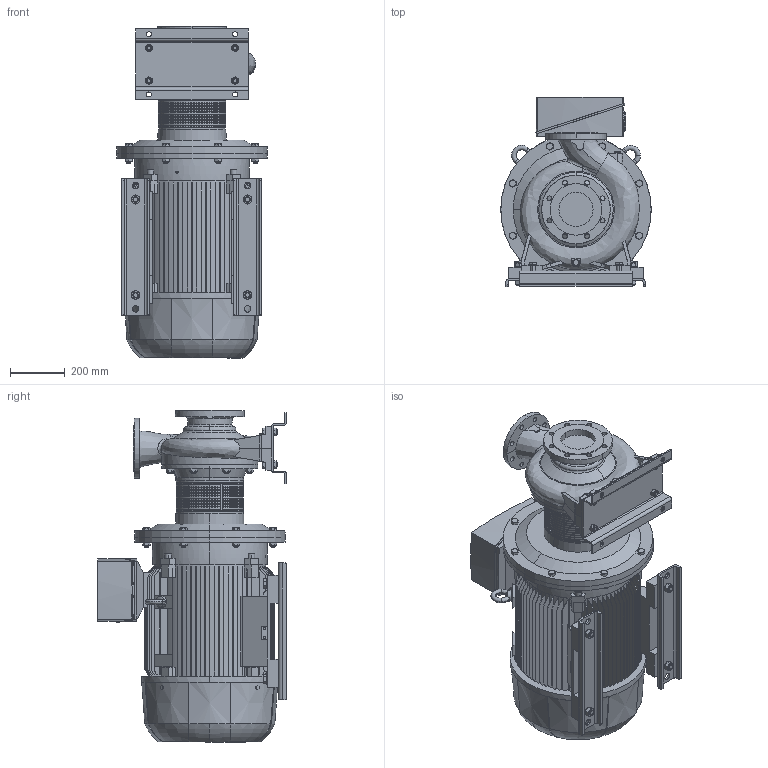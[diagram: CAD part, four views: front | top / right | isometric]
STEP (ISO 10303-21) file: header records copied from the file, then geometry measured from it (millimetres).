
FILE_DESCRIPTION (( 'STEP AP214' ), '1' );
FILE_NAME ('4_93_446_11_REV00.step', '2022-08-10T15:28:21', ( '' ), ( '' ), 'SwSTEP 2.0', 'SolidWorks 2020', '' );
FILE_SCHEMA (( 'AUTOMOTIVE_DESIGN' ));
Length unit declared in the file: millimetre
Products named in the file (3): Copia di 237448^4_93_446_11_REV00; Copia di 237461^4_93_446_11_REV00; 4_93_446_11_REV00
Assembly tree (2 placements, depth 2):
  4_93_446_11_REV00
    Copia di 237448^4_93_446_11_REV00
    Copia di 237461^4_93_446_11_REV00
Bounding box: 550 x 690 x 1212.81 mm (x, y, z)
Volume: 168805456.4 mm3; surface area: 6232059.9 mm2
Topology: 63 solids, 880 shells, 3394 faces, 9911 edges, 7519 vertices
Faces by surface type: cylinder 1365, plane 1190, cone 582, torus 173, bspline 84
Entity records: 195826 total; most frequent: CARTESIAN_POINT 112144, ORIENTED_EDGE 16426, DIRECTION 16283, EDGE_CURVE 9909, VERTEX_POINT 7519, AXIS2_PLACEMENT_3D 5941, LINE 4401, VECTOR 4401
